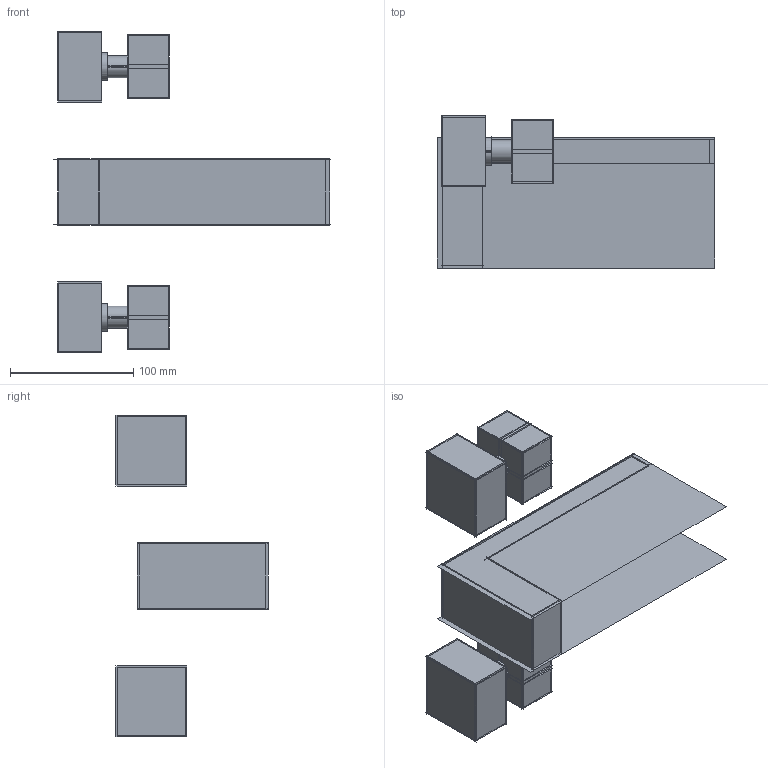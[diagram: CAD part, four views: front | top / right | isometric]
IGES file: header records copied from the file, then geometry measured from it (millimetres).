
Start section:  PTC IGES file: 2103WBS101-XXXX.igs
Global section: file name: 2103WBS101-XXXX.igs; native system: Creo Elements/Pro by Parametric Technology Corporation; preprocessor: 2015070; author: cheap; organization: Unknown; date: 20200317.150220; units: inch
Bounding box: 224.64 x 123.2 x 260.52 mm (x, y, z)
Volume: 2127005.8 mm3; surface area: 1437564.8 mm2
Topology: 9 solids, 9 shells, 206 faces, 971 edges, 1198 vertices
Faces by surface type: bspline 166, revolution 40
